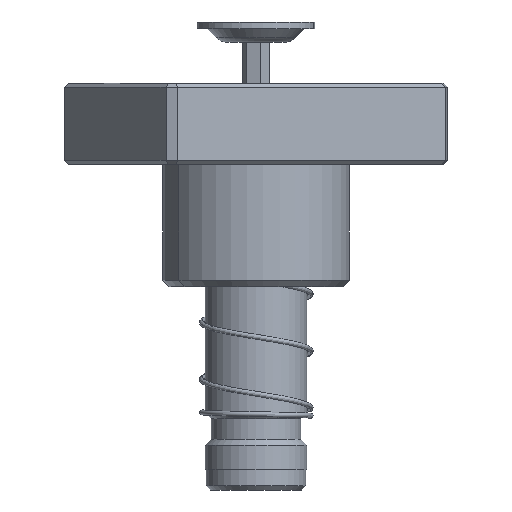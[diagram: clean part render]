
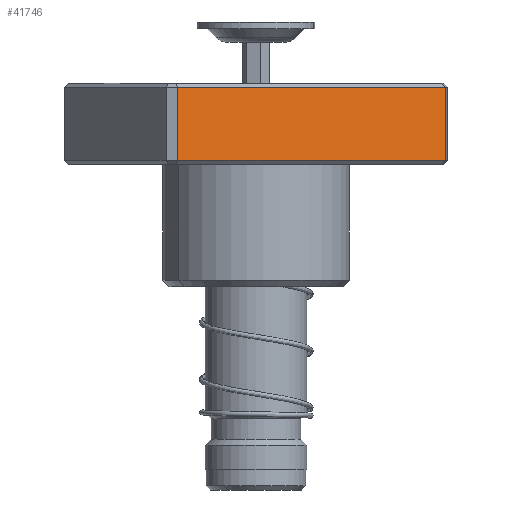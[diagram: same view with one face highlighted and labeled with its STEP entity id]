
A CAD part, front view. The second image highlights one B-rep face of the part: STEP entity #41746.
In plain terms, the highlighted face is planar.
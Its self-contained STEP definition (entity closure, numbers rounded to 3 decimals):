
#2127 = DIRECTION ( 'NONE',  ( 0., 1., 0. ) ) ;
#2801 = LINE ( 'NONE', #10827, #38922 ) ;
#3779 = VECTOR ( 'NONE', #29678, 1000. ) ;
#4451 = EDGE_LOOP ( 'NONE', ( #43117, #44535, #8642, #23972 ) ) ;
#4453 = VERTEX_POINT ( 'NONE', #12035 ) ;
#6271 = VERTEX_POINT ( 'NONE', #18236 ) ;
#7953 = CARTESIAN_POINT ( 'NONE',  ( 40., -24., 1. ) ) ;
#8642 = ORIENTED_EDGE ( 'NONE', *, *, #14666, .F. ) ;
#10797 = CARTESIAN_POINT ( 'NONE',  ( -40., -24., 1. ) ) ;
#10827 = CARTESIAN_POINT ( 'NONE',  ( -40., -24., 20. ) ) ;
#11125 = DIRECTION ( 'NONE',  ( 0., 0., -1. ) ) ;
#12035 = CARTESIAN_POINT ( 'NONE',  ( -40., -24., 19. ) ) ;
#14666 = EDGE_CURVE ( 'NONE', #6271, #30338, #15580, .T. ) ;
#15580 = LINE ( 'NONE', #18775, #20483 ) ;
#15877 = DIRECTION ( 'NONE',  ( 0., 0., 1. ) ) ;
#18236 = CARTESIAN_POINT ( 'NONE',  ( 40., -24., 19. ) ) ;
#18775 = CARTESIAN_POINT ( 'NONE',  ( 40., -24., 20. ) ) ;
#19995 = VERTEX_POINT ( 'NONE', #40318 ) ;
#20013 = AXIS2_PLACEMENT_3D ( 'NONE', #37166, #2127, #15877 ) ;
#20483 = VECTOR ( 'NONE', #43279, 1000. ) ;
#21802 = EDGE_CURVE ( 'NONE', #4453, #19995, #2801, .T. ) ;
#23972 = ORIENTED_EDGE ( 'NONE', *, *, #36774, .T. ) ;
#27158 = FACE_OUTER_BOUND ( 'NONE', #4451, .T. ) ;
#28369 = LINE ( 'NONE', #29525, #3779 ) ;
#29525 = CARTESIAN_POINT ( 'NONE',  ( -40., -24., 19. ) ) ;
#29678 = DIRECTION ( 'NONE',  ( -1., 0., 0. ) ) ;
#30338 = VERTEX_POINT ( 'NONE', #7953 ) ;
#30623 = LINE ( 'NONE', #10797, #34469 ) ;
#34469 = VECTOR ( 'NONE', #39072, 1000. ) ;
#35195 = EDGE_CURVE ( 'NONE', #19995, #30338, #30623, .T. ) ;
#36774 = EDGE_CURVE ( 'NONE', #6271, #4453, #28369, .T. ) ;
#37166 = CARTESIAN_POINT ( 'NONE',  ( -40., -24., 20. ) ) ;
#38922 = VECTOR ( 'NONE', #11125, 1000. ) ;
#39072 = DIRECTION ( 'NONE',  ( 1., 0., 0. ) ) ;
#40318 = CARTESIAN_POINT ( 'NONE',  ( -40., -24., 1. ) ) ;
#40960 = PLANE ( 'NONE',  #20013 ) ;
#41746 = ADVANCED_FACE ( 'NONE', ( #27158 ), #40960, .F. ) ;
#43117 = ORIENTED_EDGE ( 'NONE', *, *, #21802, .T. ) ;
#43279 = DIRECTION ( 'NONE',  ( 0., 0., -1. ) ) ;
#44535 = ORIENTED_EDGE ( 'NONE', *, *, #35195, .T. ) ;
